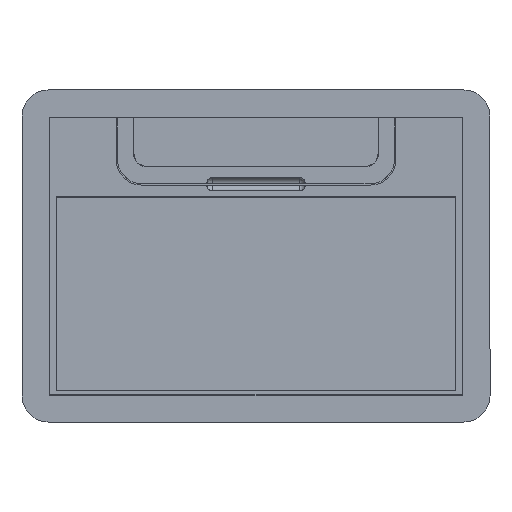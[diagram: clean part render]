
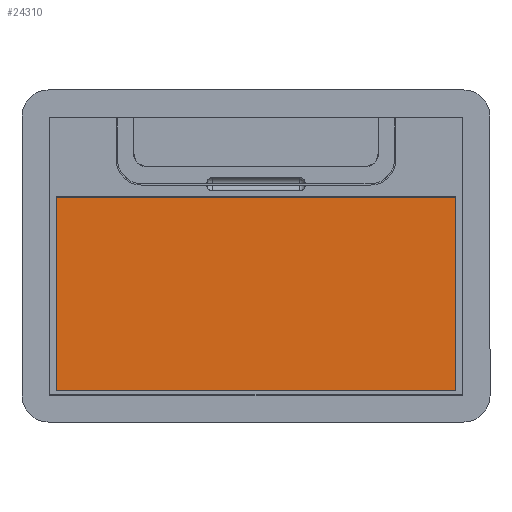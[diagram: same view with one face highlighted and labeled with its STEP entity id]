
A CAD part, top view. The second image highlights one B-rep face of the part: STEP entity #24310.
In plain terms, the highlighted planar face has unit normal (0, 0, 1).
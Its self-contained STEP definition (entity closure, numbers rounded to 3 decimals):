
#23277=CARTESIAN_POINT('Vertex',(-81.474,122.,5.1)) ;
#23280=CARTESIAN_POINT('Line Origine',(-22.77,122.,5.1)) ;
#23284=CARTESIAN_POINT('Vertex',(35.933,122.,5.1)) ;
#23340=CARTESIAN_POINT('Vertex',(35.933,-122.,5.1)) ;
#23343=CARTESIAN_POINT('Line Origine',(-22.77,-122.,5.1)) ;
#23347=CARTESIAN_POINT('Vertex',(-81.474,-122.,5.1)) ;
#23368=CARTESIAN_POINT('Line Origine',(-81.474,0.,5.1)) ;
#24294=CARTESIAN_POINT('Axis2P3D Location',(73.933,0.,5.1)) ;
#24299=CARTESIAN_POINT('Line Origine',(35.933,0.,5.1)) ;
#23281=DIRECTION('Vector Direction',(-1.,0.,0.)) ;
#23344=DIRECTION('Vector Direction',(-1.,0.,0.)) ;
#23369=DIRECTION('Vector Direction',(0.,-1.,0.)) ;
#24295=DIRECTION('Axis2P3D Direction',(0.,0.,1.)) ;
#24296=DIRECTION('Axis2P3D XDirection',(-1.,0.,0.)) ;
#24300=DIRECTION('Vector Direction',(0.,-1.,0.)) ;
#24297=AXIS2_PLACEMENT_3D('Plane Axis2P3D',#24294,#24295,#24296) ;
#24305=ORIENTED_EDGE('',*,*,#23349,.F.) ;
#24306=ORIENTED_EDGE('',*,*,#24303,.F.) ;
#24307=ORIENTED_EDGE('',*,*,#23286,.T.) ;
#24308=ORIENTED_EDGE('',*,*,#23372,.T.) ;
#23282=VECTOR('Line Direction',#23281,1.) ;
#23345=VECTOR('Line Direction',#23344,1.) ;
#23370=VECTOR('Line Direction',#23369,1.) ;
#24301=VECTOR('Line Direction',#24300,1.) ;
#24310=ADVANCED_FACE('Corps de pi\X2\00E8\X0\ce.3',(#24309),#24298,.T.) ;
#23286=EDGE_CURVE('',#23285,#23278,#23283,.T.) ;
#23349=EDGE_CURVE('',#23341,#23348,#23346,.T.) ;
#23372=EDGE_CURVE('',#23278,#23348,#23371,.T.) ;
#24303=EDGE_CURVE('',#23285,#23341,#24302,.T.) ;
#24304=EDGE_LOOP('',(#24305,#24306,#24307,#24308)) ;
#24309=FACE_OUTER_BOUND('',#24304,.T.) ;
#23283=LINE('Line',#23280,#23282) ;
#23346=LINE('Line',#23343,#23345) ;
#23371=LINE('Line',#23368,#23370) ;
#24302=LINE('Line',#24299,#24301) ;
#24298=PLANE('',#24297) ;
#23278=VERTEX_POINT('',#23277) ;
#23285=VERTEX_POINT('',#23284) ;
#23341=VERTEX_POINT('',#23340) ;
#23348=VERTEX_POINT('',#23347) ;
